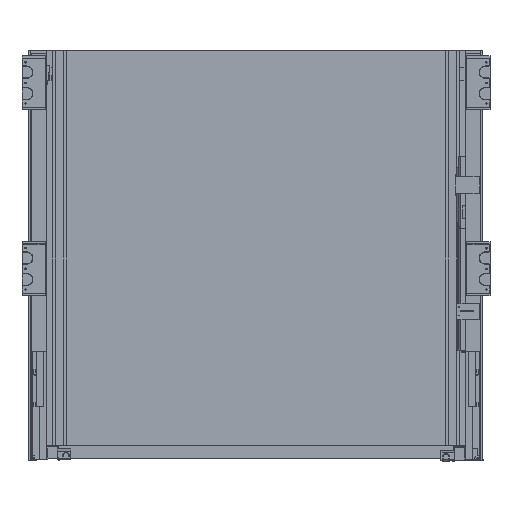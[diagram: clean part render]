
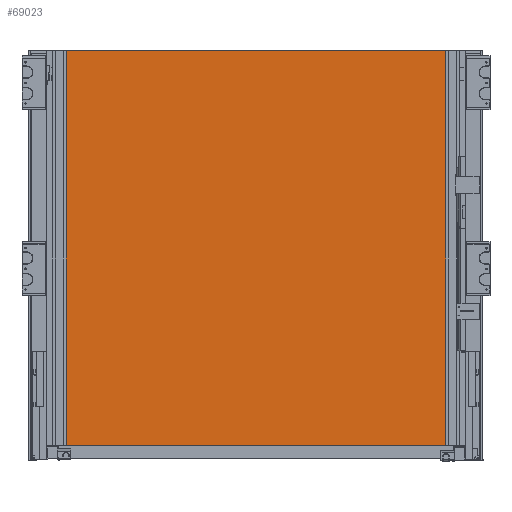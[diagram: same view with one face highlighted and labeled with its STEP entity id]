
A CAD part, front view. The second image highlights one B-rep face of the part: STEP entity #69023.
In plain terms, the highlighted planar face has unit normal (0, -1, 0).
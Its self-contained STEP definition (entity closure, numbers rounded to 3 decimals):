
#3486=FACE_OUTER_BOUND('',#7063,.T.);
#7063=EDGE_LOOP('',(#43004,#43005,#43006,#43007));
#10893=LINE('',#94983,#18716);
#10897=LINE('',#94991,#18720);
#10900=LINE('',#94997,#18723);
#10903=LINE('',#95002,#18726);
#18716=VECTOR('',#77531,1000.);
#18720=VECTOR('',#77537,1000.);
#18723=VECTOR('',#77542,1000.);
#18726=VECTOR('',#77547,1000.);
#26539=VERTEX_POINT('',#94981);
#26540=VERTEX_POINT('',#94982);
#26543=VERTEX_POINT('',#94990);
#26545=VERTEX_POINT('',#94996);
#33047=EDGE_CURVE('',#26539,#26540,#10893,.T.);
#33051=EDGE_CURVE('',#26540,#26543,#10897,.T.);
#33054=EDGE_CURVE('',#26543,#26545,#10900,.T.);
#33057=EDGE_CURVE('',#26545,#26539,#10903,.T.);
#43004=ORIENTED_EDGE('',*,*,#33047,.F.);
#43005=ORIENTED_EDGE('',*,*,#33057,.F.);
#43006=ORIENTED_EDGE('',*,*,#33054,.F.);
#43007=ORIENTED_EDGE('',*,*,#33051,.F.);
#62863=PLANE('',#72717);
#69023=ADVANCED_FACE('',(#3486),#62863,.T.);
#72717=AXIS2_PLACEMENT_3D('',#95005,#77551,#77552);
#77531=DIRECTION('',(0.,0.,-1.));
#77537=DIRECTION('',(-1.,0.,0.));
#77542=DIRECTION('',(0.,0.,1.));
#77547=DIRECTION('',(1.,0.,0.));
#77551=DIRECTION('center_axis',(0.,-1.,0.));
#77552=DIRECTION('ref_axis',(0.,0.,-1.));
#94981=CARTESIAN_POINT('',(1240.977,1298.439,147.6));
#94982=CARTESIAN_POINT('',(1240.977,1298.439,-328.4));
#94983=CARTESIAN_POINT('',(1240.977,1298.439,147.6));
#94990=CARTESIAN_POINT('',(751.977,1298.439,-328.4));
#94991=CARTESIAN_POINT('',(751.977,1298.439,-328.4));
#94996=CARTESIAN_POINT('',(751.977,1298.439,147.6));
#94997=CARTESIAN_POINT('',(751.977,1298.439,147.6));
#95002=CARTESIAN_POINT('',(751.977,1298.439,147.6));
#95005=CARTESIAN_POINT('Origin',(996.477,1298.439,-90.4));
